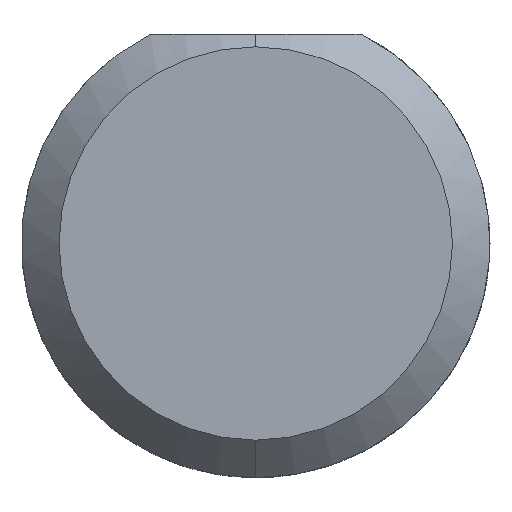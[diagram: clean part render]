
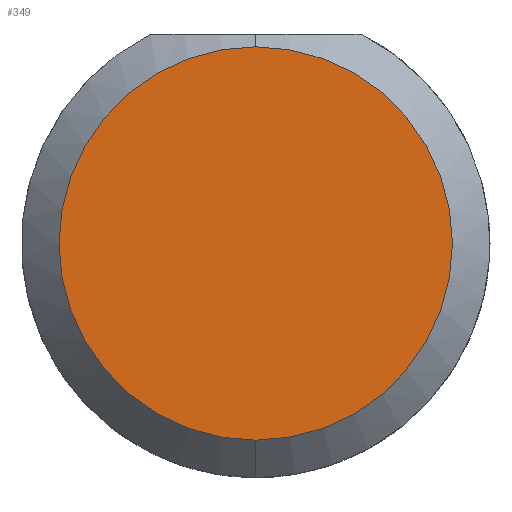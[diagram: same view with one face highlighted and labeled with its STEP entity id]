
A CAD part, left-side view. The second image highlights one B-rep face of the part: STEP entity #349.
In plain terms, the highlighted planar face has unit normal (-1, 0, 0).
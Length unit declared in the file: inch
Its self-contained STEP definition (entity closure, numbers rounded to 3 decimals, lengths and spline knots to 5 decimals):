
#1 = AXIS2_PLACEMENT_3D ( 'NONE', #42, #108, #387 ) ;
#42 = CARTESIAN_POINT ( 'NONE',  ( 0., 0., 0. ) ) ;
#108 = DIRECTION ( 'NONE',  ( -1., 0., 0. ) ) ;
#121 = FACE_OUTER_BOUND ( 'NONE', #566, .T. ) ;
#144 = EDGE_CURVE ( 'NONE', #719, #200, #743, .T. ) ;
#162 = PLANE ( 'NONE',  #244 ) ;
#180 = CIRCLE ( 'NONE', #383, 0.0786 ) ;
#200 = VERTEX_POINT ( 'NONE', #458 ) ;
#202 = ORIENTED_EDGE ( 'NONE', *, *, #310, .T. ) ;
#244 = AXIS2_PLACEMENT_3D ( 'NONE', #645, #637, #361 ) ;
#290 = CARTESIAN_POINT ( 'NONE',  ( 0., 0., 0. ) ) ;
#310 = EDGE_CURVE ( 'NONE', #200, #719, #180, .T. ) ;
#349 = ADVANCED_FACE ( 'NONE', ( #121 ), #162, .F. ) ;
#361 = DIRECTION ( 'NONE',  ( 0., 0., -1. ) ) ;
#383 = AXIS2_PLACEMENT_3D ( 'NONE', #290, #780, #527 ) ;
#387 = DIRECTION ( 'NONE',  ( 0., 0., 1. ) ) ;
#458 = CARTESIAN_POINT ( 'NONE',  ( 0., 0., -0.0786 ) ) ;
#527 = DIRECTION ( 'NONE',  ( 0., 0., 1. ) ) ;
#566 = EDGE_LOOP ( 'NONE', ( #202, #670 ) ) ;
#637 = DIRECTION ( 'NONE',  ( 1., 0., 0. ) ) ;
#645 = CARTESIAN_POINT ( 'NONE',  ( 0., 0., 0. ) ) ;
#670 = ORIENTED_EDGE ( 'NONE', *, *, #144, .T. ) ;
#719 = VERTEX_POINT ( 'NONE', #727 ) ;
#727 = CARTESIAN_POINT ( 'NONE',  ( 0., 0., 0.0786 ) ) ;
#743 = CIRCLE ( 'NONE', #1, 0.0786 ) ;
#780 = DIRECTION ( 'NONE',  ( -1., 0., 0. ) ) ;
